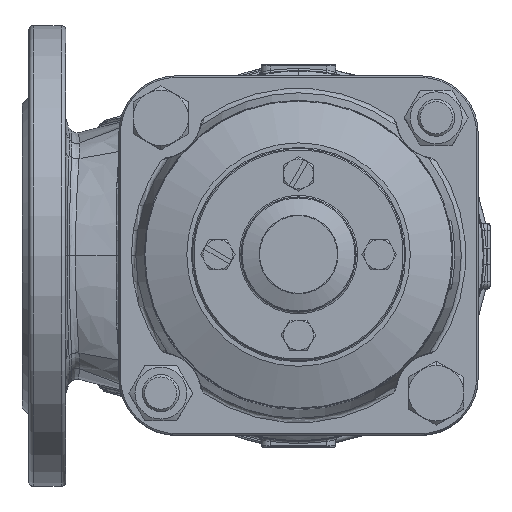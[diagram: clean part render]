
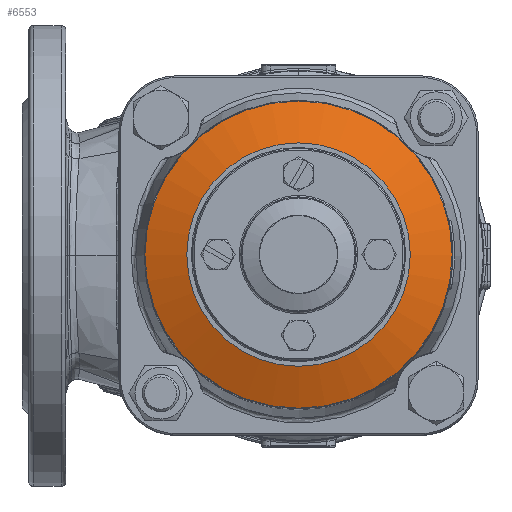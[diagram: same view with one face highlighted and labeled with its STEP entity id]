
A CAD part, top view. The second image highlights one B-rep face of the part: STEP entity #6553.
In plain terms, the highlighted conical face has half-angle 70 degrees and reference radius 48.5 mm.
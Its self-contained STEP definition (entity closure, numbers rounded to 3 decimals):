
#6430=CARTESIAN_POINT('',(66.671,0.,346.386));
#6431=VERTEX_POINT('',#6430);
#6458=CARTESIAN_POINT('',(-66.671,0.,346.386));
#6459=VERTEX_POINT('',#6458);
#6460=CARTESIAN_POINT('',(0.,0.,346.386));
#6461=DIRECTION('',(0.,0.,1.));
#6462=DIRECTION('',(1.,-0.,-0.));
#6463=AXIS2_PLACEMENT_3D('',#6460,#6461,#6462);
#6464=CIRCLE('',#6463,66.671);
#6465=EDGE_CURVE('NONE',#6459,#6431,#6464,.T.);
#6467=CARTESIAN_POINT('',(0.,0.,346.386));
#6468=DIRECTION('',(0.,0.,1.));
#6469=DIRECTION('',(1.,-0.,-0.));
#6470=AXIS2_PLACEMENT_3D('',#6467,#6468,#6469);
#6471=CIRCLE('',#6470,66.671);
#6472=EDGE_CURVE('NONE',#6431,#6459,#6471,.T.);
#6519=CARTESIAN_POINT('',(0.,0.,353.));
#6520=DIRECTION('',(-0.,-0.,-1.));
#6521=DIRECTION('',(-1.,0.,0.));
#6522=AXIS2_PLACEMENT_3D('',#6519,#6520,#6521);
#6523=CONICAL_SURFACE('',#6522,48.5,70.);
#6524=CARTESIAN_POINT('',(-48.5,0.,353.));
#6525=VERTEX_POINT('',#6524);
#6526=CARTESIAN_POINT('',(-66.671,0.,346.386));
#6527=DIRECTION('',(0.94,-0.,0.342));
#6528=VECTOR('',#6527,19.337);
#6529=LINE('',#6526,#6528);
#6530=EDGE_CURVE('',#6459,#6525,#6529,.T.);
#6531=ORIENTED_EDGE('',*,*,#6530,.T.);
#6532=CARTESIAN_POINT('',(48.5,0.,353.));
#6533=VERTEX_POINT('',#6532);
#6534=CARTESIAN_POINT('',(0.,0.,353.));
#6535=DIRECTION('',(-0.,-0.,-1.));
#6536=DIRECTION('',(-1.,0.,0.));
#6537=AXIS2_PLACEMENT_3D('',#6534,#6535,#6536);
#6538=CIRCLE('',#6537,48.5);
#6539=EDGE_CURVE('NONE',#6525,#6533,#6538,.T.);
#6540=ORIENTED_EDGE('',*,*,#6539,.T.);
#6541=CARTESIAN_POINT('',(0.,0.,353.));
#6542=DIRECTION('',(-0.,-0.,-1.));
#6543=DIRECTION('',(-1.,0.,0.));
#6544=AXIS2_PLACEMENT_3D('',#6541,#6542,#6543);
#6545=CIRCLE('',#6544,48.5);
#6546=EDGE_CURVE('NONE',#6533,#6525,#6545,.T.);
#6547=ORIENTED_EDGE('',*,*,#6546,.T.);
#6548=ORIENTED_EDGE('',*,*,#6530,.F.);
#6549=ORIENTED_EDGE('',*,*,#6465,.T.);
#6550=ORIENTED_EDGE('',*,*,#6472,.T.);
#6551=EDGE_LOOP('',(#6531,#6540,#6547,#6548,#6549,#6550));
#6552=FACE_BOUND('',#6551,.T.);
#6553=ADVANCED_FACE('NONE',(#6552),#6523,.T.);
